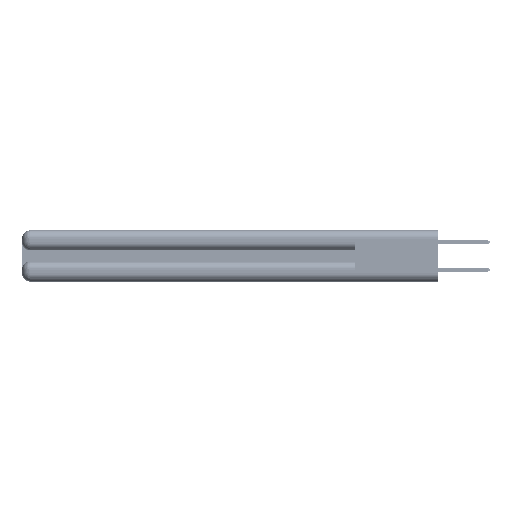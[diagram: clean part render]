
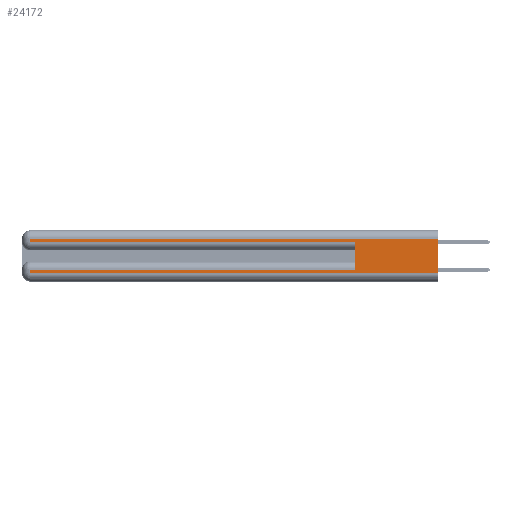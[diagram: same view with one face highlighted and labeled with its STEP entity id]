
A CAD part, left-side view. The second image highlights one B-rep face of the part: STEP entity #24172.
In plain terms, the highlighted planar face has unit normal (-1, 0, 0).
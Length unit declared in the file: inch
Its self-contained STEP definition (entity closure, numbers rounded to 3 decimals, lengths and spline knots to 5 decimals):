
#1086 = CARTESIAN_POINT ( 'NONE',  ( 0., 2.94, 0.37 ) ) ;
#1302 = VERTEX_POINT ( 'NONE', #22563 ) ;
#1754 = EDGE_CURVE ( 'NONE', #23200, #31427, #4377, .T. ) ;
#2983 = EDGE_CURVE ( 'NONE', #29898, #11478, #21682, .T. ) ;
#3004 = EDGE_CURVE ( 'NONE', #9303, #11478, #41939, .T. ) ;
#3282 = CARTESIAN_POINT ( 'NONE',  ( 0., 2.94, 0.37 ) ) ;
#3954 = VECTOR ( 'NONE', #4421, 39.37008 ) ;
#4377 = LINE ( 'NONE', #22140, #44764 ) ;
#4421 = DIRECTION ( 'NONE',  ( 0., 1., 0. ) ) ;
#5816 = CARTESIAN_POINT ( 'NONE',  ( 0., 0., 0.085 ) ) ;
#7858 = DIRECTION ( 'NONE',  ( 0., -1., 0. ) ) ;
#8344 = DIRECTION ( 'NONE',  ( 0., 0., -1. ) ) ;
#9303 = VERTEX_POINT ( 'NONE', #22968 ) ;
#9635 = VECTOR ( 'NONE', #7858, 39.37008 ) ;
#10158 = DIRECTION ( 'NONE',  ( 0., 1., 0. ) ) ;
#10217 = LINE ( 'NONE', #1086, #12869 ) ;
#10282 = VECTOR ( 'NONE', #20047, 39.37008 ) ;
#10369 = ORIENTED_EDGE ( 'NONE', *, *, #34033, .T. ) ;
#10549 = DIRECTION ( 'NONE',  ( 1., 0., 0. ) ) ;
#11205 = ORIENTED_EDGE ( 'NONE', *, *, #1754, .T. ) ;
#11326 = CARTESIAN_POINT ( 'NONE',  ( 0., 0.6, 0.285 ) ) ;
#11478 = VERTEX_POINT ( 'NONE', #11326 ) ;
#12022 = VECTOR ( 'NONE', #8344, 39.37008 ) ;
#12155 = FACE_OUTER_BOUND ( 'NONE', #22124, .T. ) ;
#12869 = VECTOR ( 'NONE', #52653, 39.37008 ) ;
#13307 = LINE ( 'NONE', #47142, #3954 ) ;
#15144 = EDGE_CURVE ( 'NONE', #17511, #23200, #10217, .T. ) ;
#17511 = VERTEX_POINT ( 'NONE', #37898 ) ;
#17711 = EDGE_CURVE ( 'NONE', #1302, #51213, #13307, .T. ) ;
#19174 = CARTESIAN_POINT ( 'NONE',  ( 0., 0., 0.37 ) ) ;
#20047 = DIRECTION ( 'NONE',  ( 0., 0., 1. ) ) ;
#21399 = LINE ( 'NONE', #3282, #12022 ) ;
#21682 = LINE ( 'NONE', #29051, #10282 ) ;
#22124 = EDGE_LOOP ( 'NONE', ( #44000, #53729, #10369, #46224, #25273, #25088, #55713, #11205 ) ) ;
#22140 = CARTESIAN_POINT ( 'NONE',  ( 0., 0., 0.06 ) ) ;
#22563 = CARTESIAN_POINT ( 'NONE',  ( 0., 0., 0.31 ) ) ;
#22968 = CARTESIAN_POINT ( 'NONE',  ( 0., 2.94, 0.285 ) ) ;
#23200 = VERTEX_POINT ( 'NONE', #33560 ) ;
#23437 = LINE ( 'NONE', #5816, #30842 ) ;
#24172 = ADVANCED_FACE ( 'NONE', ( #12155 ), #44593, .F. ) ;
#25088 = ORIENTED_EDGE ( 'NONE', *, *, #26270, .T. ) ;
#25273 = ORIENTED_EDGE ( 'NONE', *, *, #2983, .F. ) ;
#26270 = EDGE_CURVE ( 'NONE', #29898, #17511, #23437, .T. ) ;
#27462 = LINE ( 'NONE', #38258, #37575 ) ;
#29051 = CARTESIAN_POINT ( 'NONE',  ( 0., 0.6, 0.145 ) ) ;
#29898 = VERTEX_POINT ( 'NONE', #39048 ) ;
#30842 = VECTOR ( 'NONE', #10158, 39.37008 ) ;
#31427 = VERTEX_POINT ( 'NONE', #42036 ) ;
#33560 = CARTESIAN_POINT ( 'NONE',  ( 0., 2.94, 0.06 ) ) ;
#34033 = EDGE_CURVE ( 'NONE', #51213, #9303, #21399, .T. ) ;
#37575 = VECTOR ( 'NONE', #46923, 39.37008 ) ;
#37898 = CARTESIAN_POINT ( 'NONE',  ( 0., 2.94, 0.085 ) ) ;
#38258 = CARTESIAN_POINT ( 'NONE',  ( 0., 0., 0.37 ) ) ;
#39048 = CARTESIAN_POINT ( 'NONE',  ( 0., 0.6, 0.085 ) ) ;
#41939 = LINE ( 'NONE', #47949, #9635 ) ;
#42036 = CARTESIAN_POINT ( 'NONE',  ( 0., 0., 0.06 ) ) ;
#42762 = AXIS2_PLACEMENT_3D ( 'NONE', #19174, #10549, #49302 ) ;
#42858 = EDGE_CURVE ( 'NONE', #1302, #31427, #27462, .T. ) ;
#43466 = DIRECTION ( 'NONE',  ( 0., -1., 0. ) ) ;
#44000 = ORIENTED_EDGE ( 'NONE', *, *, #42858, .F. ) ;
#44593 = PLANE ( 'NONE',  #42762 ) ;
#44764 = VECTOR ( 'NONE', #43466, 39.37008 ) ;
#46224 = ORIENTED_EDGE ( 'NONE', *, *, #3004, .T. ) ;
#46923 = DIRECTION ( 'NONE',  ( 0., 0., -1. ) ) ;
#47142 = CARTESIAN_POINT ( 'NONE',  ( 0., 0., 0.31 ) ) ;
#47949 = CARTESIAN_POINT ( 'NONE',  ( 0., 0., 0.285 ) ) ;
#49302 = DIRECTION ( 'NONE',  ( 0., 0., -1. ) ) ;
#51213 = VERTEX_POINT ( 'NONE', #52248 ) ;
#52248 = CARTESIAN_POINT ( 'NONE',  ( 0., 2.94, 0.31 ) ) ;
#52653 = DIRECTION ( 'NONE',  ( 0., 0., -1. ) ) ;
#53729 = ORIENTED_EDGE ( 'NONE', *, *, #17711, .T. ) ;
#55713 = ORIENTED_EDGE ( 'NONE', *, *, #15144, .T. ) ;
